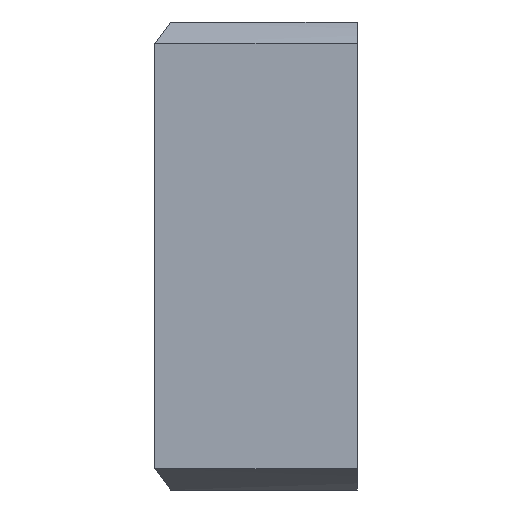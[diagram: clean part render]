
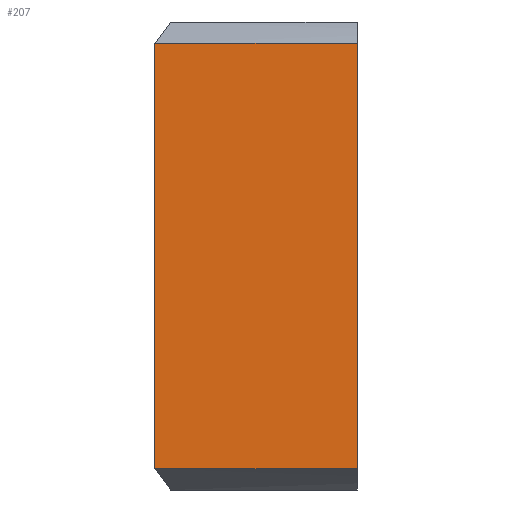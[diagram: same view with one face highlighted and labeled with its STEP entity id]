
A CAD part, left-side view. The second image highlights one B-rep face of the part: STEP entity #207.
In plain terms, the highlighted planar face has unit normal (-1, 0, 0).
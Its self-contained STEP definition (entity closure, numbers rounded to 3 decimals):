
#41 = CARTESIAN_POINT ( 'NONE',  ( 0., 32., 33.619 ) ) ;
#42 = CARTESIAN_POINT ( 'NONE',  ( 0., 0., 37. ) ) ;
#44 = LINE ( 'NONE', #672, #866 ) ;
#67 = CARTESIAN_POINT ( 'NONE',  ( 0., 0., 33.619 ) ) ;
#102 = CARTESIAN_POINT ( 'NONE',  ( 0., 0., -33.619 ) ) ;
#107 = ORIENTED_EDGE ( 'NONE', *, *, #260, .T. ) ;
#145 = FACE_OUTER_BOUND ( 'NONE', #404, .T. ) ;
#152 = DIRECTION ( 'NONE',  ( 0., -1., 0. ) ) ;
#207 = ADVANCED_FACE ( 'NONE', ( #145 ), #928, .F. ) ;
#220 = CARTESIAN_POINT ( 'NONE',  ( 0., 32., -33.619 ) ) ;
#225 = ORIENTED_EDGE ( 'NONE', *, *, #896, .F. ) ;
#256 = DIRECTION ( 'NONE',  ( 0., 0., -1. ) ) ;
#260 = EDGE_CURVE ( 'NONE', #615, #411, #853, .T. ) ;
#273 = CARTESIAN_POINT ( 'NONE',  ( 0., 32., 37. ) ) ;
#350 = DIRECTION ( 'NONE',  ( 0., 0., -1. ) ) ;
#404 = EDGE_LOOP ( 'NONE', ( #225, #107, #744, #760 ) ) ;
#407 = VECTOR ( 'NONE', #711, 1000. ) ;
#411 = VERTEX_POINT ( 'NONE', #752 ) ;
#421 = DIRECTION ( 'NONE',  ( 1., 0., 0. ) ) ;
#526 = DIRECTION ( 'NONE',  ( 0., 1., 0. ) ) ;
#563 = AXIS2_PLACEMENT_3D ( 'NONE', #42, #421, #256 ) ;
#588 = LINE ( 'NONE', #220, #700 ) ;
#606 = VERTEX_POINT ( 'NONE', #102 ) ;
#615 = VERTEX_POINT ( 'NONE', #41 ) ;
#664 = VECTOR ( 'NONE', #350, 1000. ) ;
#672 = CARTESIAN_POINT ( 'NONE',  ( 0., 32., 33.619 ) ) ;
#700 = VECTOR ( 'NONE', #526, 1000. ) ;
#711 = DIRECTION ( 'NONE',  ( 0., 0., -1. ) ) ;
#720 = LINE ( 'NONE', #729, #407 ) ;
#729 = CARTESIAN_POINT ( 'NONE',  ( 0., 0., 37. ) ) ;
#744 = ORIENTED_EDGE ( 'NONE', *, *, #832, .F. ) ;
#752 = CARTESIAN_POINT ( 'NONE',  ( 0., 32., -33.619 ) ) ;
#760 = ORIENTED_EDGE ( 'NONE', *, *, #787, .F. ) ;
#787 = EDGE_CURVE ( 'NONE', #899, #606, #720, .T. ) ;
#832 = EDGE_CURVE ( 'NONE', #606, #411, #588, .T. ) ;
#853 = LINE ( 'NONE', #273, #664 ) ;
#866 = VECTOR ( 'NONE', #152, 1000. ) ;
#896 = EDGE_CURVE ( 'NONE', #615, #899, #44, .T. ) ;
#899 = VERTEX_POINT ( 'NONE', #67 ) ;
#928 = PLANE ( 'NONE',  #563 ) ;
